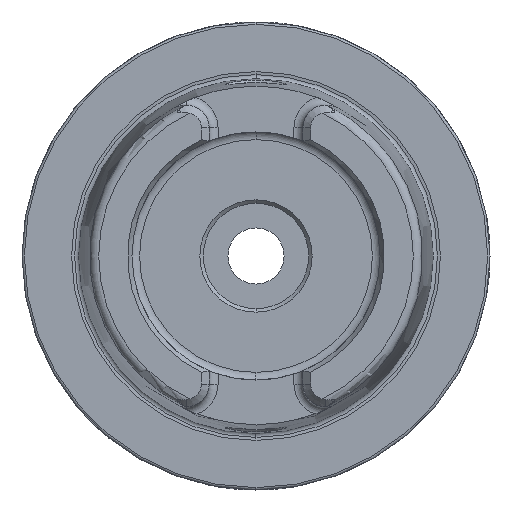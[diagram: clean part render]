
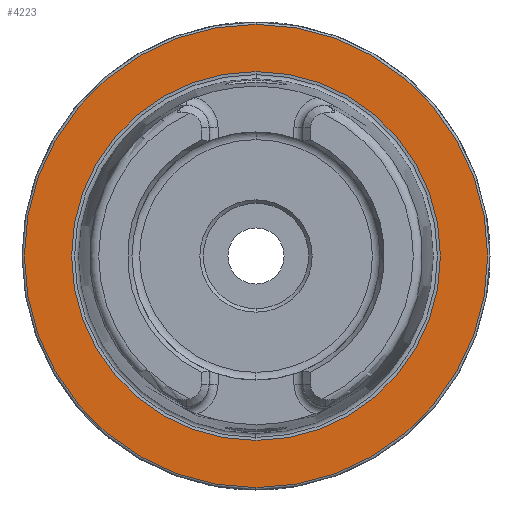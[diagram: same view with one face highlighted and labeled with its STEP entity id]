
A CAD part, left-side view. The second image highlights one B-rep face of the part: STEP entity #4223.
In plain terms, the highlighted planar face has unit normal (-1, 0, 0).
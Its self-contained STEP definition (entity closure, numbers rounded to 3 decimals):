
#283 = CARTESIAN_POINT ( 'NONE',  ( 0., 0., -49.5 ) ) ;
#786 = EDGE_LOOP ( 'NONE', ( #2935, #4545 ) ) ;
#802 = DIRECTION ( 'NONE',  ( 0., 0., -1. ) ) ;
#816 = DIRECTION ( 'NONE',  ( 1., 0., 0. ) ) ;
#846 = PLANE ( 'NONE',  #3321 ) ;
#1058 = VERTEX_POINT ( 'NONE', #7714 ) ;
#1442 = EDGE_LOOP ( 'NONE', ( #1636, #1905 ) ) ;
#1490 = EDGE_CURVE ( 'NONE', #1058, #7807, #4589, .T. ) ;
#1636 = ORIENTED_EDGE ( 'NONE', *, *, #8362, .F. ) ;
#1905 = ORIENTED_EDGE ( 'NONE', *, *, #1490, .F. ) ;
#1949 = CIRCLE ( 'NONE', #7576, 39.405 ) ;
#2752 = CARTESIAN_POINT ( 'NONE',  ( 0., 49.5, 0. ) ) ;
#2848 = VERTEX_POINT ( 'NONE', #283 ) ;
#2935 = ORIENTED_EDGE ( 'NONE', *, *, #3834, .T. ) ;
#3321 = AXIS2_PLACEMENT_3D ( 'NONE', #2752, #816, #802 ) ;
#3335 = CIRCLE ( 'NONE', #3434, 49.5 ) ;
#3434 = AXIS2_PLACEMENT_3D ( 'NONE', #6340, #6330, #6321 ) ;
#3827 = DIRECTION ( 'NONE',  ( -1., 0., 0. ) ) ;
#3834 = EDGE_CURVE ( 'NONE', #8555, #2848, #8010, .T. ) ;
#3854 = CARTESIAN_POINT ( 'NONE',  ( 0., 0., 0. ) ) ;
#3874 = DIRECTION ( 'NONE',  ( 0., 0., 1. ) ) ;
#4157 = FACE_BOUND ( 'NONE', #1442, .T. ) ;
#4169 = FACE_OUTER_BOUND ( 'NONE', #786, .T. ) ;
#4223 = ADVANCED_FACE ( 'NONE', ( #4157, #4169 ), #846, .F. ) ;
#4545 = ORIENTED_EDGE ( 'NONE', *, *, #6900, .T. ) ;
#4589 = CIRCLE ( 'NONE', #7890, 39.405 ) ;
#5031 = CARTESIAN_POINT ( 'NONE',  ( 0., 0., 39.405 ) ) ;
#5607 = DIRECTION ( 'NONE',  ( 0., 0., 1. ) ) ;
#5624 = DIRECTION ( 'NONE',  ( -1., 0., 0. ) ) ;
#5642 = CARTESIAN_POINT ( 'NONE',  ( 0., 0., 0. ) ) ;
#5939 = DIRECTION ( 'NONE',  ( -1., 0., 0. ) ) ;
#5960 = CARTESIAN_POINT ( 'NONE',  ( 0., 0., 0. ) ) ;
#6097 = DIRECTION ( 'NONE',  ( 0., 0., 1. ) ) ;
#6321 = DIRECTION ( 'NONE',  ( 0., 0., 1. ) ) ;
#6330 = DIRECTION ( 'NONE',  ( -1., 0., 0. ) ) ;
#6340 = CARTESIAN_POINT ( 'NONE',  ( 0., 0., 0. ) ) ;
#6900 = EDGE_CURVE ( 'NONE', #2848, #8555, #3335, .T. ) ;
#7576 = AXIS2_PLACEMENT_3D ( 'NONE', #5960, #5939, #6097 ) ;
#7714 = CARTESIAN_POINT ( 'NONE',  ( 0., 0., -39.405 ) ) ;
#7807 = VERTEX_POINT ( 'NONE', #5031 ) ;
#7890 = AXIS2_PLACEMENT_3D ( 'NONE', #3854, #3827, #3874 ) ;
#8010 = CIRCLE ( 'NONE', #9306, 49.5 ) ;
#8362 = EDGE_CURVE ( 'NONE', #7807, #1058, #1949, .T. ) ;
#8555 = VERTEX_POINT ( 'NONE', #9016 ) ;
#9016 = CARTESIAN_POINT ( 'NONE',  ( 0., 0., 49.5 ) ) ;
#9306 = AXIS2_PLACEMENT_3D ( 'NONE', #5642, #5624, #5607 ) ;
